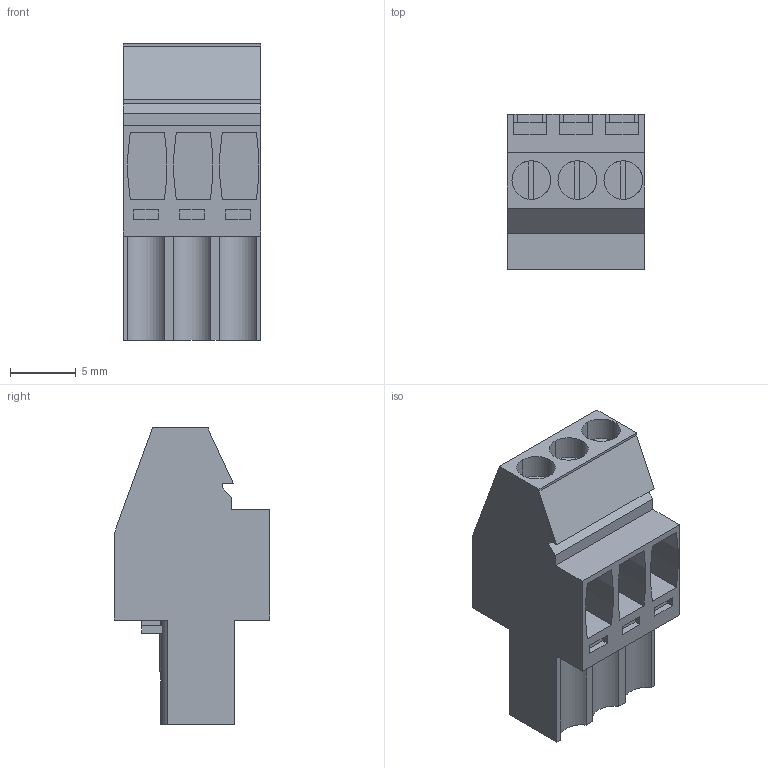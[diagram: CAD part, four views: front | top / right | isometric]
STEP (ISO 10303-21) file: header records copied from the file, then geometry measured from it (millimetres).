
FILE_DESCRIPTION(('CATIA V5 STEP Exchange','CAx-IF Rec.Pracs.--- Model Styling and Organization---1.2---2011-12-15'),'2;1');
FILE_NAME ('D1454084_0_1639480000_1639480000.stp','2017-04-20T07:32:35+00:00',('none'),('Weidmueller'),'CATIA Version 5-6 Release 2014','CATIA V5 STEP AP214','none');
FILE_SCHEMA(('AUTOMOTIVE_DESIGN { 1 0 10303 214 1 1 1 1 }'));
Length unit declared in the file: millimetre
Products named in the file (1): 1639480000
Bounding box: 10.5 x 11.83 x 22.6 mm (x, y, z)
Volume: 1595.3 mm3; surface area: 1544.5 mm2
Topology: 4 solids, 4 shells, 186 faces, 504 edges, 338 vertices
Faces by surface type: plane 162, cylinder 24
Entity records: 5645 total; most frequent: CARTESIAN_POINT 1037, ORIENTED_EDGE 1008, DIRECTION 814, EDGE_CURVE 504, VECTOR 426, LINE 426, VERTEX_POINT 338, AXIS2_PLACEMENT_3D 231
